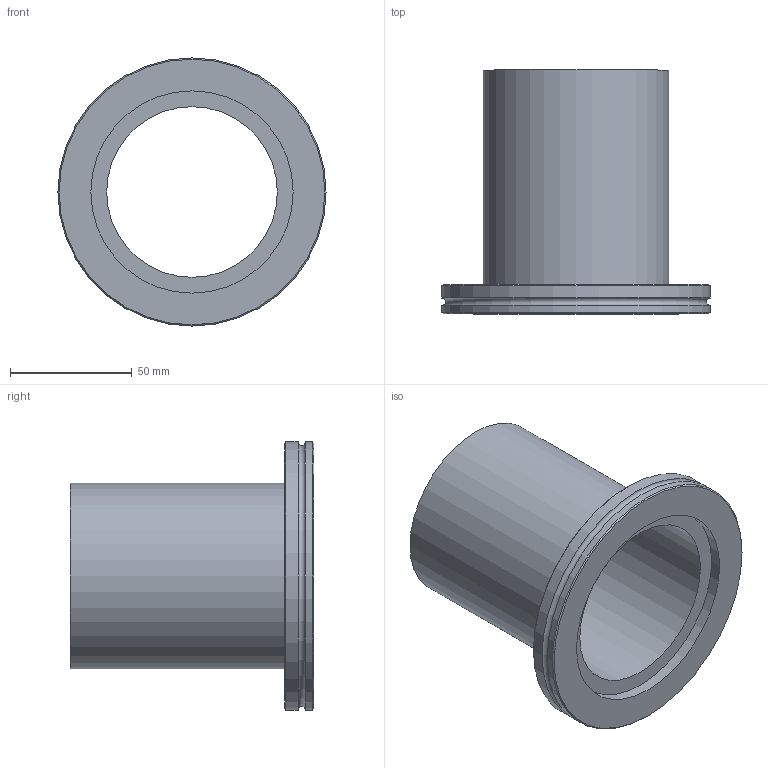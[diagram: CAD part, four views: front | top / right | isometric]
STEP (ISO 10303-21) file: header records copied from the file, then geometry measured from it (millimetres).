
FILE_DESCRIPTION(/* description */ (''),/* implementation_level */ '2;1');
FILE_NAME(/* name */ 'FL-HN80LF.stp',/* time_stamp */ '2018-07-25T14:50:10+01:00',/* author */ ('paul'),/* organization */ (''),/* preprocessor_version */ 'ST-DEVELOPER v17',/* originating_system */ 'Autodesk Inventor 2019',/* authorisation */ '');
FILE_SCHEMA (('AUTOMOTIVE_DESIGN { 1 0 10303 214 3 1 1 }'));
Length unit declared in the file: millimetre
Products named in the file (1): FL-HN80LF
Bounding box: 110 x 100 x 110 mm (x, y, z)
Volume: 118172.7 mm3; surface area: 60264.8 mm2
Topology: 1 solids, 1 shells, 17 faces, 44 edges, 33 vertices
Faces by surface type: cylinder 7, plane 6, cone 3, torus 1
Full cylindrical faces by diameter (mm): 70 x1, 76.2 x1, 83 x1, 93 x1, 105 x1, 110 x2
Entity records: 603 total; most frequent: DIRECTION 114, CARTESIAN_POINT 95, ORIENTED_EDGE 88, AXIS2_PLACEMENT_3D 52, EDGE_CURVE 44, CIRCLE 34, VERTEX_POINT 33, EDGE_LOOP 23
